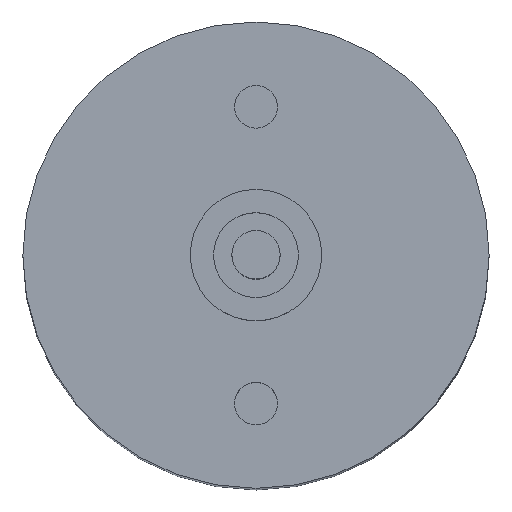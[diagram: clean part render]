
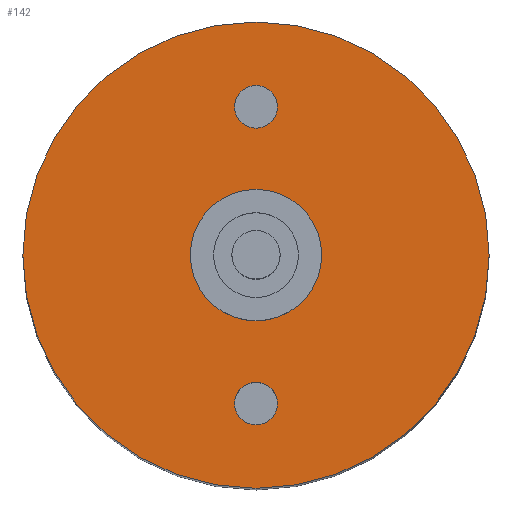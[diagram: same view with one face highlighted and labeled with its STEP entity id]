
A CAD part, top view. The second image highlights one B-rep face of the part: STEP entity #142.
In plain terms, the highlighted planar face has unit normal (0, 0, 1).
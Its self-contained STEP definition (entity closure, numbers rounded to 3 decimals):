
#142 = ADVANCED_FACE( '', ( #323, #324, #325, #326 ), #327, .F. );
#323 = FACE_BOUND( '', #516, .T. );
#324 = FACE_BOUND( '', #517, .T. );
#325 = FACE_BOUND( '', #518, .T. );
#326 = FACE_OUTER_BOUND( '', #519, .T. );
#327 = PLANE( '', #520 );
#516 = EDGE_LOOP( '', ( #791 ) );
#517 = EDGE_LOOP( '', ( #792 ) );
#518 = EDGE_LOOP( '', ( #793 ) );
#519 = EDGE_LOOP( '', ( #794 ) );
#520 = AXIS2_PLACEMENT_3D( '', #795, #796, #797 );
#791 = ORIENTED_EDGE( '', *, *, #888, .T. );
#792 = ORIENTED_EDGE( '', *, *, #922, .T. );
#793 = ORIENTED_EDGE( '', *, *, #950, .T. );
#794 = ORIENTED_EDGE( '', *, *, #934, .F. );
#795 = CARTESIAN_POINT( '', ( 0., 0., 45. ) );
#796 = DIRECTION( '', ( 0., 0., -1. ) );
#797 = DIRECTION( '', ( -1., 0., 0. ) );
#888 = EDGE_CURVE( '', #1007, #1007, #1008, .T. );
#922 = EDGE_CURVE( '', #1060, #1060, #1061, .T. );
#934 = EDGE_CURVE( '', #1077, #1077, #1078, .T. );
#950 = EDGE_CURVE( '', #1098, #1098, #1099, .T. );
#1007 = VERTEX_POINT( '', #1161 );
#1008 = CIRCLE( '', #1162, 1.007 );
#1060 = VERTEX_POINT( '', #1216 );
#1061 = CIRCLE( '', #1217, 1.007 );
#1077 = VERTEX_POINT( '', #1233 );
#1078 = CIRCLE( '', #1234, 11. );
#1098 = VERTEX_POINT( '', #1254 );
#1099 = CIRCLE( '', #1255, 3.1 );
#1161 = CARTESIAN_POINT( '', ( 0., 5.994, 45. ) );
#1162 = AXIS2_PLACEMENT_3D( '', #1324, #1325, #1326 );
#1216 = CARTESIAN_POINT( '', ( 0., -8.007, 45. ) );
#1217 = AXIS2_PLACEMENT_3D( '', #1386, #1387, #1388 );
#1233 = CARTESIAN_POINT( '', ( 11., 0., 45. ) );
#1234 = AXIS2_PLACEMENT_3D( '', #1401, #1402, #1403 );
#1254 = CARTESIAN_POINT( '', ( 3.1, 0., 45. ) );
#1255 = AXIS2_PLACEMENT_3D( '', #1416, #1417, #1418 );
#1324 = CARTESIAN_POINT( '', ( 0., 7., 45. ) );
#1325 = DIRECTION( '', ( 0., 0., -1. ) );
#1326 = DIRECTION( '', ( 0., -1., 0. ) );
#1386 = CARTESIAN_POINT( '', ( 0., -7., 45. ) );
#1387 = DIRECTION( '', ( 0., 0., -1. ) );
#1388 = DIRECTION( '', ( 0., -1., 0. ) );
#1401 = CARTESIAN_POINT( '', ( 0., 0., 45. ) );
#1402 = DIRECTION( '', ( 0., 0., -1. ) );
#1403 = DIRECTION( '', ( 1., 0., 0. ) );
#1416 = CARTESIAN_POINT( '', ( 0., 0., 45. ) );
#1417 = DIRECTION( '', ( 0., 0., -1. ) );
#1418 = DIRECTION( '', ( 1., 0., 0. ) );
